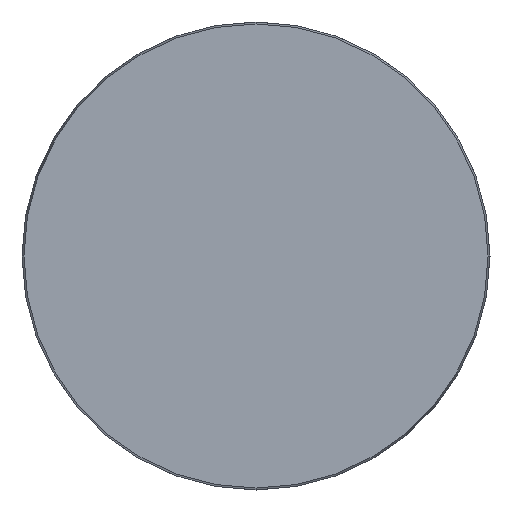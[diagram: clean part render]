
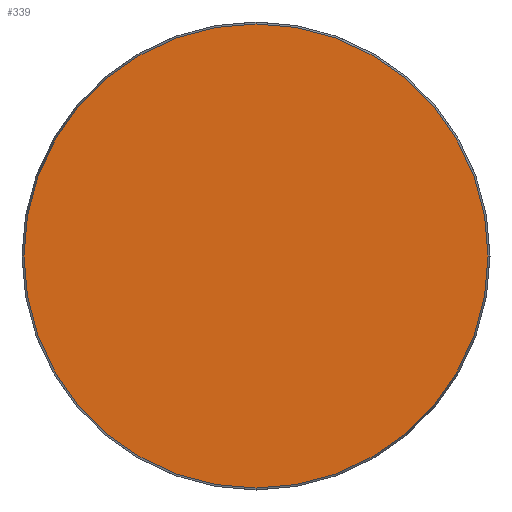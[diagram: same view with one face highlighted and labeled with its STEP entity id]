
A CAD part, front view. The second image highlights one B-rep face of the part: STEP entity #339.
In plain terms, the highlighted planar face has unit normal (0, -1, 0).
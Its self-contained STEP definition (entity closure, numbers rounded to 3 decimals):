
#59 = CIRCLE ( 'NONE', #428, 68.425 ) ;
#199 = DIRECTION ( 'NONE',  ( 0., 0., -1. ) ) ;
#251 = CARTESIAN_POINT ( 'NONE',  ( 0., 0., 0. ) ) ;
#327 = PLANE ( 'NONE',  #617 ) ;
#334 = EDGE_LOOP ( 'NONE', ( #735 ) ) ;
#339 = ADVANCED_FACE ( 'NONE', ( #382 ), #327, .F. ) ;
#378 = DIRECTION ( 'NONE',  ( 0., -1., 0. ) ) ;
#382 = FACE_OUTER_BOUND ( 'NONE', #334, .T. ) ;
#384 = DIRECTION ( 'NONE',  ( 0., 1., 0. ) ) ;
#428 = AXIS2_PLACEMENT_3D ( 'NONE', #251, #378, #199 ) ;
#559 = DIRECTION ( 'NONE',  ( 0., 0., 1. ) ) ;
#579 = CARTESIAN_POINT ( 'NONE',  ( 0., 0., -68.425 ) ) ;
#617 = AXIS2_PLACEMENT_3D ( 'NONE', #740, #384, #559 ) ;
#735 = ORIENTED_EDGE ( 'NONE', *, *, #736, .T. ) ;
#736 = EDGE_CURVE ( 'NONE', #744, #744, #59, .T. ) ;
#740 = CARTESIAN_POINT ( 'NONE',  ( -68.425, 0., 0. ) ) ;
#744 = VERTEX_POINT ( 'NONE', #579 ) ;
